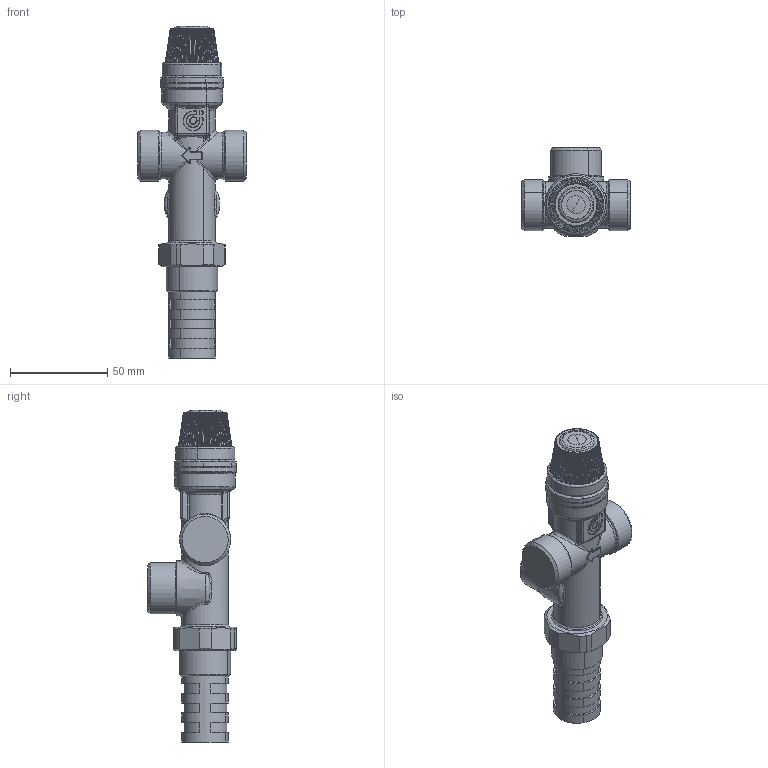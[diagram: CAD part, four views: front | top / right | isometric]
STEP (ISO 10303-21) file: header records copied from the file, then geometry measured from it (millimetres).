
FILE_DESCRIPTION(('CATIA V5 STEP Exchange','CAx-IF Rec.Pracs.--- Model Styling and Organization---1.5--- 2016-08-15','CAx-IF Rec.Pracs.---Supplemental Geometry---1.0---2011-11-01','CAx-IF Rec.Pracs.--- Composite Materials ---3.4---2017-06-13','CAx-IF Rec.Pracs.---Tessellated 3D Geometry---1.0---2015-12-17'),'2;1');
FILE_NAME('STEP_544501_-_TST.stp','2023-05-11T11:38:34+00:00',('none'),('none'),'CATIA Version 5-6 Release 2020 SP5','CATIA V5 STEP AP242 v2','none');
FILE_SCHEMA(('AP242_MANAGED_MODEL_BASED_3D_ENGINEERING_MIM_LF {1 0 10303 442 1 1 4}'));
Length unit declared in the file: millimetre
Products named in the file (1): 544501 - TST
Bounding box: 56 x 45.5 x 170.6 mm (x, y, z)
Volume: 119628.5 mm3; surface area: 21377.2 mm2
Topology: 1 solids, 1 shells, 1015 faces, 2460 edges, 1462 vertices
Faces by surface type: cylinder 315, bspline 297, torus 191, plane 155, cone 42, extrusion 9, sphere 6
Entity records: 42688 total; most frequent: CARTESIAN_POINT 21576, ORIENTED_EDGE 4908, DIRECTION 2697, EDGE_CURVE 2454, VERTEX_POINT 1462, AXIS2_PLACEMENT_3D 1445, EDGE_LOOP 1036, ADVANCED_FACE 1015
